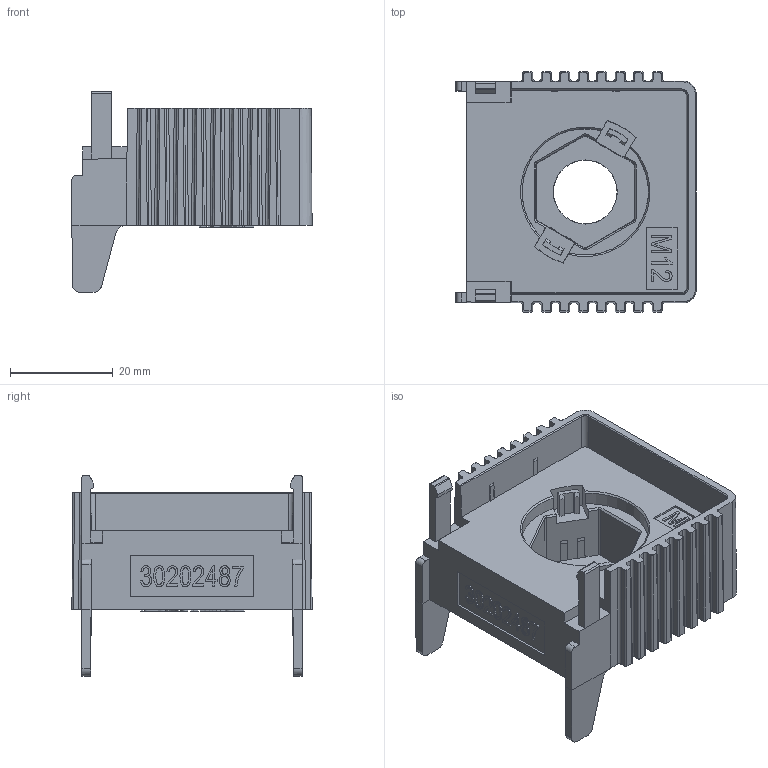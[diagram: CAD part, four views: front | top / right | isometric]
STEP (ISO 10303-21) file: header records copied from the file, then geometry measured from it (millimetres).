
FILE_DESCRIPTION(/* description */ (''),/* implementation_level */ '2;1');
FILE_NAME(/* name */ 'FILE_STP_CAD_DRAWING_3d_GLX553_prt.stp',/* time_stamp */ '2023-03-24T17:50:33+01:00',/* author */ (''),/* organization */ (''),/* preprocessor_version */ 'ST-DEVELOPER v16.7',/* originating_system */ 'SIEMENS PLM Software NX 12.0',/* authorisation */ '');
FILE_SCHEMA (('AUTOMOTIVE_DESIGN { 1 0 10303 214 3 1 1 1 }'));
Length unit declared in the file: millimetre
Products named in the file (1): 3d_GLX553
Bounding box: 46.8 x 46.8 x 39.04 mm (x, y, z)
Surface area: 15553.1 mm2 (no closed solid volume)
Topology: 0 solids, 1 shells, 665 faces, 1866 edges, 1236 vertices
Faces by surface type: plane 413, cylinder 143, extrusion 44, cone 39, bspline 26
Entity records: 23881 total; most frequent: CARTESIAN_POINT 6964, ORIENTED_EDGE 3658, DIRECTION 3209, EDGE_CURVE 1864, VECTOR 1319, LINE 1275, VERTEX_POINT 1234, AXIS2_PLACEMENT_3D 945
